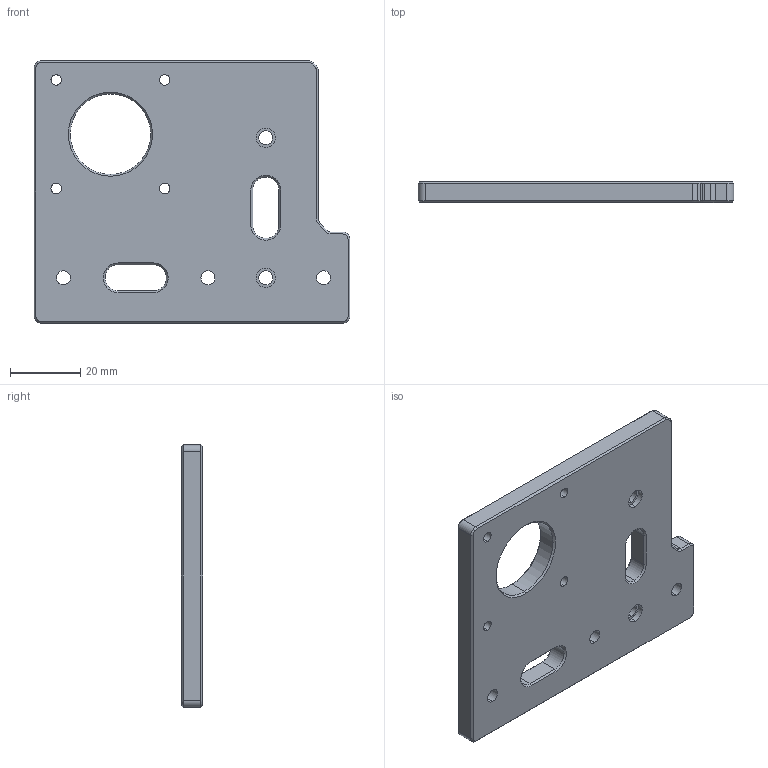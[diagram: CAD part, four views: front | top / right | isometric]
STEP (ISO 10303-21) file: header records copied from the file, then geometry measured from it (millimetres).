
FILE_DESCRIPTION (( 'STEP AP203' ), '1' );
FILE_NAME ('Y-Axis Motor Plate.STEP', '2020-08-20T18:44:32', ( '' ), ( '' ), 'SwSTEP 2.0', 'SolidWorks 2019', '' );
FILE_SCHEMA (( 'CONFIG_CONTROL_DESIGN' ));
Length unit declared in the file: millimetre
Products named in the file (1): Y-Axis Motor Plate
Bounding box: 90.12 x 6 x 75.01 mm (x, y, z)
Volume: 33277.2 mm3; surface area: 14380.7 mm2
Topology: 1 solids, 1 shells, 107 faces, 256 edges, 153 vertices
Faces by surface type: plane 40, cylinder 37, cone 30
Entity records: 3196 total; most frequent: DIRECTION 577, CARTESIAN_POINT 517, ORIENTED_EDGE 512, EDGE_CURVE 256, AXIS2_PLACEMENT_3D 213, VERTEX_POINT 153, VECTOR 151, LINE 151
